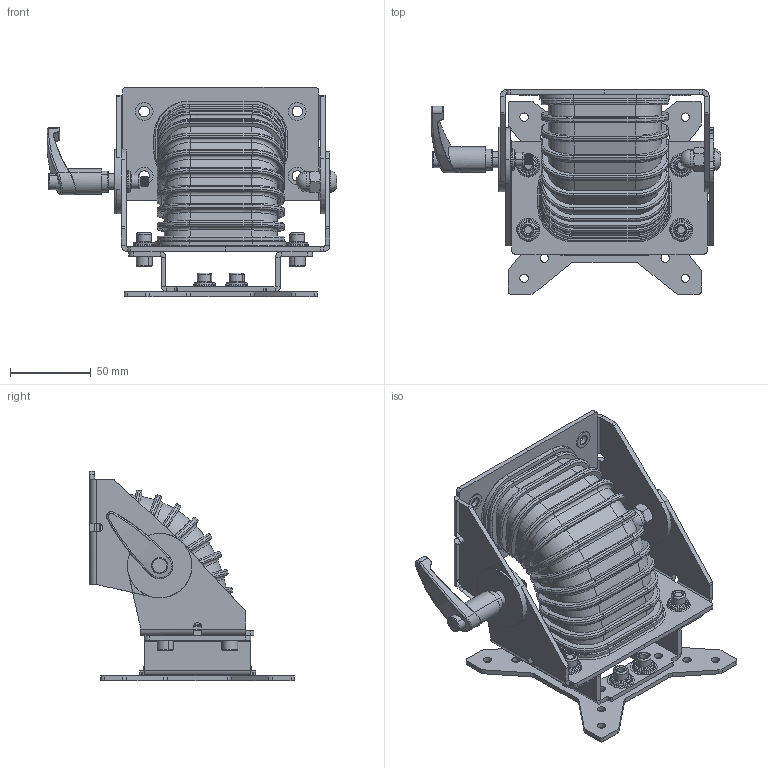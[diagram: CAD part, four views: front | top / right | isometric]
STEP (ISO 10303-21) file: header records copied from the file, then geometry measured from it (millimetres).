
FILE_DESCRIPTION (( 'STEP AP203' ), '1' );
FILE_NAME ('TK060.836.STEP', '2018-06-08T11:09:28', ( '' ), ( '' ), 'SwSTEP 2.0', 'SolidWorks 2018', '' );
FILE_SCHEMA (( 'CONFIG_CONTROL_DESIGN' ));
Length unit declared in the file: millimetre
Products named in the file (1): TK060.836
Bounding box: 179.91 x 126.87 x 129.86 mm (x, y, z)
Volume: 247405.5 mm3; surface area: 159723.7 mm2
Topology: 27 solids, 34 shells, 2449 faces, 5850 edges, 3490 vertices
Faces by surface type: cylinder 813, cone 616, plane 400, torus 370, bspline 246, sphere 4
Entity records: 89839 total; most frequent: CARTESIAN_POINT 32824, DIRECTION 12746, ORIENTED_EDGE 11608, EDGE_CURVE 5804, AXIS2_PLACEMENT_3D 5323, VERTEX_POINT 3490, CIRCLE 3120, EDGE_LOOP 2652
